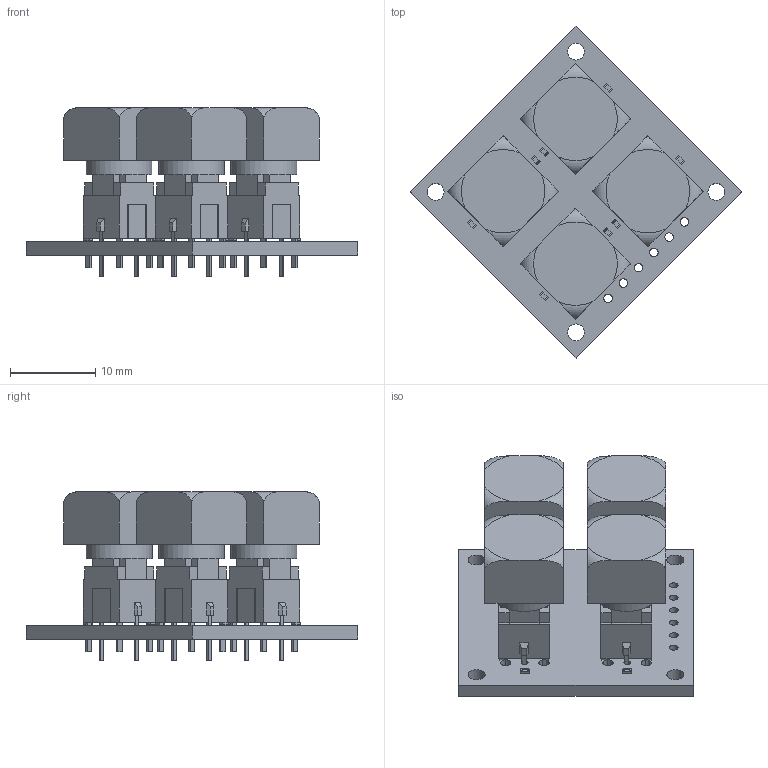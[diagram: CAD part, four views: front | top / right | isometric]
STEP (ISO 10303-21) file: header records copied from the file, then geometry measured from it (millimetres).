
FILE_DESCRIPTION(('KiCad electronic assembly'),'2;1');
FILE_NAME('Dpadleft.step','2023-04-14T08:02:23',('Pcbnew'),('Kicad'), 'Open CASCADE STEP processor 7.6','KiCad to STEP converter','Unknown' );
FILE_SCHEMA(('AUTOMOTIVE_DESIGN { 1 0 10303 214 1 1 1 1 }'));
Length unit declared in the file: millimetre
Products named in the file (6): Dpadleft 1; R_0402_1005Metric; SOLID; Honyone TS5-2 Button v1; COMPOUND; _autosave-Dpadleft PCB
Assembly tree (15 placements, depth 3):
  Dpadleft 1
    R_0402_1005Metric  x8
      SOLID
    Honyone TS5-2 Button v1  x4
      COMPOUND
    _autosave-Dpadleft PCB
Bounding box: 39 x 39 x 19.85 mm (x, y, z)
Volume: 4549.4 mm3; surface area: 7854.8 mm2
Topology: 57 solids, 57 shells, 812 faces, 1974 edges, 1300 vertices
Faces by surface type: plane 686, cylinder 110, torus 16
Full cylindrical faces by diameter (mm): 0.762 x8, 1 x6, 1.2 x16, 2 x4, 6.75 x8, 7.75 x4
Entity records: 13559 total; most frequent: CARTESIAN_POINT 2484, DIRECTION 2040, LINE 1321, VECTOR 1321, ORIENTED_EDGE 1022, PCURVE 1022, DEFINITIONAL_REPRESENTATION 1022, EDGE_CURVE 511
